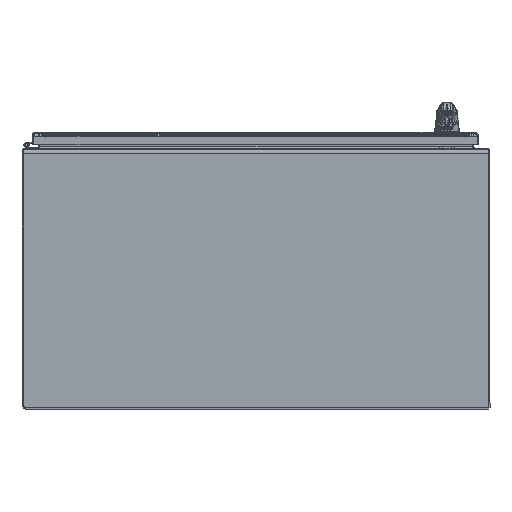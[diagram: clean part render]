
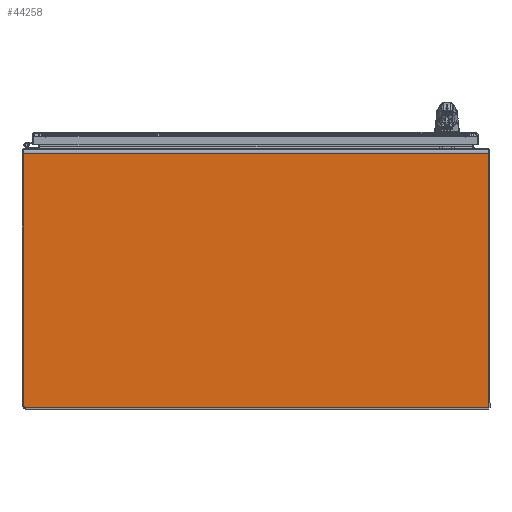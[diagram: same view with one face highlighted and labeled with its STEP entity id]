
A CAD part, front view. The second image highlights one B-rep face of the part: STEP entity #44258.
In plain terms, the highlighted face is planar.
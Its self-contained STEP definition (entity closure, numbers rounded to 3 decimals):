
#2272=PLANE('',#47977);
#3471=FACE_OUTER_BOUND('',#6228,.T.);
#6228=EDGE_LOOP('',(#29843,#29844,#29845,#29846));
#11798=LINE('',#67058,#15342);
#11803=LINE('',#67074,#15347);
#11806=LINE('',#67080,#15350);
#11807=LINE('',#67081,#15351);
#15342=VECTOR('',#53441,0.394);
#15347=VECTOR('',#53462,0.394);
#15350=VECTOR('',#53467,0.394);
#15351=VECTOR('',#53468,0.394);
#18809=VERTEX_POINT('',#67055);
#18810=VERTEX_POINT('',#67057);
#18813=VERTEX_POINT('',#67073);
#18815=VERTEX_POINT('',#67079);
#23037=EDGE_CURVE('',#18810,#18809,#11798,.T.);
#23045=EDGE_CURVE('',#18813,#18810,#11803,.T.);
#23048=EDGE_CURVE('',#18809,#18815,#11806,.T.);
#23049=EDGE_CURVE('',#18815,#18813,#11807,.T.);
#29843=ORIENTED_EDGE('',*,*,#23037,.T.);
#29844=ORIENTED_EDGE('',*,*,#23048,.T.);
#29845=ORIENTED_EDGE('',*,*,#23049,.T.);
#29846=ORIENTED_EDGE('',*,*,#23045,.T.);
#44258=ADVANCED_FACE('',(#3471),#2272,.F.);
#47977=AXIS2_PLACEMENT_3D('',#67078,#53465,#53466);
#53441=DIRECTION('',(-1.,0.,0.));
#53462=DIRECTION('',(0.,-1.,0.));
#53465=DIRECTION('center_axis',(0.,0.,1.));
#53466=DIRECTION('ref_axis',(1.,0.,0.));
#53467=DIRECTION('',(0.,1.,0.));
#53468=DIRECTION('',(1.,0.,0.));
#67055=CARTESIAN_POINT('',(0.,-19.667,0.));
#67057=CARTESIAN_POINT('',(35.917,-19.667,0.));
#67058=CARTESIAN_POINT('',(26.938,-19.667,0.));
#67073=CARTESIAN_POINT('',(35.917,0.,0.));
#67074=CARTESIAN_POINT('',(35.917,0.,0.));
#67078=CARTESIAN_POINT('Origin',(17.959,-10.011,0.));
#67079=CARTESIAN_POINT('',(0.,0.,0.));
#67080=CARTESIAN_POINT('',(0.,-20.021,0.));
#67081=CARTESIAN_POINT('',(0.,0.,0.));
